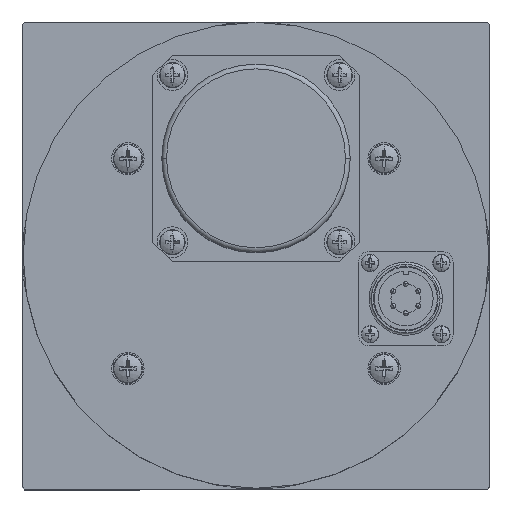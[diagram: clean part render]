
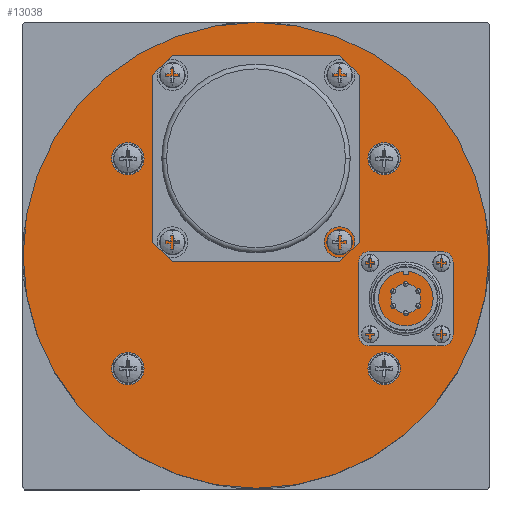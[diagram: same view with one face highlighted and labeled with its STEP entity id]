
A CAD part, top view. The second image highlights one B-rep face of the part: STEP entity #13038.
In plain terms, the highlighted planar face has unit normal (0, 0, 1).
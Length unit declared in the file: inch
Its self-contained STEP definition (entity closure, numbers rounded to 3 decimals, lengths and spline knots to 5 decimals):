
#36 = CARTESIAN_POINT ( 'NONE',  ( -1.83, 1.225, 8.5 ) ) ;
#109 = ORIENTED_EDGE ( 'NONE', *, *, #5615, .T. ) ;
#576 = EDGE_LOOP ( 'NONE', ( #109, #1874 ) ) ;
#707 = CARTESIAN_POINT ( 'NONE',  ( 0., 0., 8.5 ) ) ;
#739 = DIRECTION ( 'NONE',  ( 0., 0., 1. ) ) ;
#1588 = CARTESIAN_POINT ( 'NONE',  ( -1.83, -1.437, 8.5 ) ) ;
#1604 = VERTEX_POINT ( 'NONE', #17570 ) ;
#1655 = CARTESIAN_POINT ( 'NONE',  ( 1.625, -1.437, 8.5 ) ) ;
#1778 = ORIENTED_EDGE ( 'NONE', *, *, #20256, .F. ) ;
#1874 = ORIENTED_EDGE ( 'NONE', *, *, #13814, .T. ) ;
#1926 = EDGE_CURVE ( 'NONE', #27582, #20778, #27062, .T. ) ;
#2197 = DIRECTION ( 'NONE',  ( 0., 0., 1. ) ) ;
#3092 = DIRECTION ( 'NONE',  ( 1., 0., 0. ) ) ;
#3221 = FACE_BOUND ( 'NONE', #14770, .T. ) ;
#3499 = DIRECTION ( 'NONE',  ( 0., 0., 1. ) ) ;
#3689 = AXIS2_PLACEMENT_3D ( 'NONE', #707, #6220, #23161 ) ;
#4219 = CIRCLE ( 'NONE', #8527, 0.205 ) ;
#4253 = DIRECTION ( 'NONE',  ( 0., 0., 1. ) ) ;
#4475 = CARTESIAN_POINT ( 'NONE',  ( 0., 0., 8.5 ) ) ;
#4578 = FACE_BOUND ( 'NONE', #16946, .T. ) ;
#4647 = VERTEX_POINT ( 'NONE', #36 ) ;
#4705 = VERTEX_POINT ( 'NONE', #19831 ) ;
#5229 = CARTESIAN_POINT ( 'NONE',  ( 1.625, 1.225, 8.5 ) ) ;
#5322 = EDGE_CURVE ( 'NONE', #23820, #11618, #19972, .T. ) ;
#5359 = CIRCLE ( 'NONE', #27229, 0.1875 ) ;
#5453 = DIRECTION ( 'NONE',  ( 0., 0., 1. ) ) ;
#5615 = EDGE_CURVE ( 'NONE', #9161, #1604, #10558, .T. ) ;
#5677 = CIRCLE ( 'NONE', #18038, 0.205 ) ;
#5799 = EDGE_CURVE ( 'NONE', #4705, #17815, #10219, .T. ) ;
#6004 = PLANE ( 'NONE',  #27450 ) ;
#6220 = DIRECTION ( 'NONE',  ( 0., 0., 1. ) ) ;
#6375 = AXIS2_PLACEMENT_3D ( 'NONE', #14555, #3499, #20779 ) ;
#6536 = AXIS2_PLACEMENT_3D ( 'NONE', #13026, #15184, #12669 ) ;
#6679 = EDGE_CURVE ( 'NONE', #18164, #9035, #23410, .T. ) ;
#7053 = CARTESIAN_POINT ( 'NONE',  ( 0.1875, 1.225, 8.5 ) ) ;
#8214 = ORIENTED_EDGE ( 'NONE', *, *, #22921, .F. ) ;
#8527 = AXIS2_PLACEMENT_3D ( 'NONE', #24230, #4253, #17464 ) ;
#8687 = CARTESIAN_POINT ( 'NONE',  ( 1.42, -1.437, 8.5 ) ) ;
#8753 = EDGE_CURVE ( 'NONE', #21762, #4647, #4219, .T. ) ;
#8824 = DIRECTION ( 'NONE',  ( 1., 0., 0. ) ) ;
#9035 = VERTEX_POINT ( 'NONE', #7053 ) ;
#9064 = EDGE_CURVE ( 'NONE', #21744, #26916, #5677, .T. ) ;
#9161 = VERTEX_POINT ( 'NONE', #26723 ) ;
#9290 = DIRECTION ( 'NONE',  ( 0., 0., 1. ) ) ;
#9612 = AXIS2_PLACEMENT_3D ( 'NONE', #5229, #739, #13936 ) ;
#9724 = EDGE_CURVE ( 'NONE', #9035, #18164, #5359, .T. ) ;
#10219 = CIRCLE ( 'NONE', #18585, 0.205 ) ;
#10558 = CIRCLE ( 'NONE', #3689, 2.955 ) ;
#10734 = CARTESIAN_POINT ( 'NONE',  ( -1.625, -1.437, 8.5 ) ) ;
#10898 = ORIENTED_EDGE ( 'NONE', *, *, #20810, .F. ) ;
#11223 = DIRECTION ( 'NONE',  ( 1., 0., 0. ) ) ;
#11494 = DIRECTION ( 'NONE',  ( 1., 0., 0. ) ) ;
#11618 = VERTEX_POINT ( 'NONE', #26711 ) ;
#11900 = DIRECTION ( 'NONE',  ( 0., 0., 1. ) ) ;
#12644 = ORIENTED_EDGE ( 'NONE', *, *, #9064, .F. ) ;
#12669 = DIRECTION ( 'NONE',  ( 1., 0., 0. ) ) ;
#12933 = CARTESIAN_POINT ( 'NONE',  ( 1.7125, -0.55, 8.5 ) ) ;
#12945 = ORIENTED_EDGE ( 'NONE', *, *, #5799, .F. ) ;
#13026 = CARTESIAN_POINT ( 'NONE',  ( 1.9, -0.55, 8.5 ) ) ;
#13038 = ADVANCED_FACE ( 'NONE', ( #27903, #4578, #27169, #17106, #18860, #3221, #21261 ), #6004, .T. ) ;
#13233 = CARTESIAN_POINT ( 'NONE',  ( -1.625, 1.225, 8.5 ) ) ;
#13293 = EDGE_LOOP ( 'NONE', ( #12945, #8214 ) ) ;
#13539 = CIRCLE ( 'NONE', #18337, 2.955 ) ;
#13621 = EDGE_LOOP ( 'NONE', ( #15466, #1778 ) ) ;
#13637 = CARTESIAN_POINT ( 'NONE',  ( -1.625, -1.437, 8.5 ) ) ;
#13814 = EDGE_CURVE ( 'NONE', #1604, #9161, #13539, .T. ) ;
#13936 = DIRECTION ( 'NONE',  ( 1., 0., 0. ) ) ;
#14016 = EDGE_LOOP ( 'NONE', ( #25201, #24497 ) ) ;
#14435 = CARTESIAN_POINT ( 'NONE',  ( -1.42, -1.437, 8.5 ) ) ;
#14555 = CARTESIAN_POINT ( 'NONE',  ( 1.9, -0.55, 8.5 ) ) ;
#14770 = EDGE_LOOP ( 'NONE', ( #26964, #10898 ) ) ;
#15017 = DIRECTION ( 'NONE',  ( 0., 0., 1. ) ) ;
#15184 = DIRECTION ( 'NONE',  ( 0., 0., 1. ) ) ;
#15199 = DIRECTION ( 'NONE',  ( 1., 0., 0. ) ) ;
#15301 = DIRECTION ( 'NONE',  ( 0., 0., 1. ) ) ;
#15466 = ORIENTED_EDGE ( 'NONE', *, *, #5322, .F. ) ;
#16301 = CIRCLE ( 'NONE', #26156, 0.205 ) ;
#16914 = DIRECTION ( 'NONE',  ( 1., 0., 0. ) ) ;
#16946 = EDGE_LOOP ( 'NONE', ( #17058, #25078 ) ) ;
#17058 = ORIENTED_EDGE ( 'NONE', *, *, #8753, .F. ) ;
#17106 = FACE_BOUND ( 'NONE', #13293, .T. ) ;
#17123 = DIRECTION ( 'NONE',  ( 1., 0., 0. ) ) ;
#17464 = DIRECTION ( 'NONE',  ( 1., 0., 0. ) ) ;
#17570 = CARTESIAN_POINT ( 'NONE',  ( 2.955, 0., 8.5 ) ) ;
#17815 = VERTEX_POINT ( 'NONE', #8687 ) ;
#18038 = AXIS2_PLACEMENT_3D ( 'NONE', #13637, #9290, #11494 ) ;
#18164 = VERTEX_POINT ( 'NONE', #25529 ) ;
#18337 = AXIS2_PLACEMENT_3D ( 'NONE', #4475, #28841, #8824 ) ;
#18585 = AXIS2_PLACEMENT_3D ( 'NONE', #20670, #11900, #3092 ) ;
#18860 = FACE_BOUND ( 'NONE', #14016, .T. ) ;
#19126 = DIRECTION ( 'NONE',  ( 1., 0., 0. ) ) ;
#19265 = DIRECTION ( 'NONE',  ( 0., 0., 1. ) ) ;
#19831 = CARTESIAN_POINT ( 'NONE',  ( 1.83, -1.437, 8.5 ) ) ;
#19972 = CIRCLE ( 'NONE', #9612, 0.205 ) ;
#19997 = DIRECTION ( 'NONE',  ( 0., 0., 1. ) ) ;
#20256 = EDGE_CURVE ( 'NONE', #11618, #23820, #24986, .T. ) ;
#20670 = CARTESIAN_POINT ( 'NONE',  ( 1.625, -1.437, 8.5 ) ) ;
#20778 = VERTEX_POINT ( 'NONE', #12933 ) ;
#20779 = DIRECTION ( 'NONE',  ( 1., 0., 0. ) ) ;
#20810 = EDGE_CURVE ( 'NONE', #20778, #27582, #27061, .T. ) ;
#21091 = CARTESIAN_POINT ( 'NONE',  ( 0., 1.225, 8.5 ) ) ;
#21164 = CIRCLE ( 'NONE', #24257, 0.205 ) ;
#21261 = FACE_OUTER_BOUND ( 'NONE', #576, .T. ) ;
#21726 = DIRECTION ( 'NONE',  ( 0., 0., 1. ) ) ;
#21744 = VERTEX_POINT ( 'NONE', #14435 ) ;
#21762 = VERTEX_POINT ( 'NONE', #25212 ) ;
#21859 = CARTESIAN_POINT ( 'NONE',  ( 2.0875, -0.55, 8.5 ) ) ;
#22282 = EDGE_LOOP ( 'NONE', ( #12644, #25091 ) ) ;
#22801 = CARTESIAN_POINT ( 'NONE',  ( 1.83, 1.225, 8.5 ) ) ;
#22921 = EDGE_CURVE ( 'NONE', #17815, #4705, #24671, .T. ) ;
#23161 = DIRECTION ( 'NONE',  ( 1., 0., 0. ) ) ;
#23410 = CIRCLE ( 'NONE', #23929, 0.1875 ) ;
#23820 = VERTEX_POINT ( 'NONE', #22801 ) ;
#23854 = CARTESIAN_POINT ( 'NONE',  ( 0., 0., 8.5 ) ) ;
#23929 = AXIS2_PLACEMENT_3D ( 'NONE', #28836, #19997, #11223 ) ;
#23956 = DIRECTION ( 'NONE',  ( 1., 0., 0. ) ) ;
#24230 = CARTESIAN_POINT ( 'NONE',  ( -1.625, 1.225, 8.5 ) ) ;
#24238 = DIRECTION ( 'NONE',  ( 1., 0., 0. ) ) ;
#24257 = AXIS2_PLACEMENT_3D ( 'NONE', #10734, #21726, #23956 ) ;
#24426 = CARTESIAN_POINT ( 'NONE',  ( 1.625, 1.225, 8.5 ) ) ;
#24497 = ORIENTED_EDGE ( 'NONE', *, *, #6679, .F. ) ;
#24671 = CIRCLE ( 'NONE', #25600, 0.205 ) ;
#24964 = AXIS2_PLACEMENT_3D ( 'NONE', #24426, #15301, #24238 ) ;
#24986 = CIRCLE ( 'NONE', #24964, 0.205 ) ;
#25078 = ORIENTED_EDGE ( 'NONE', *, *, #25428, .F. ) ;
#25091 = ORIENTED_EDGE ( 'NONE', *, *, #25904, .F. ) ;
#25201 = ORIENTED_EDGE ( 'NONE', *, *, #9724, .F. ) ;
#25212 = CARTESIAN_POINT ( 'NONE',  ( -1.42, 1.225, 8.5 ) ) ;
#25428 = EDGE_CURVE ( 'NONE', #4647, #21762, #16301, .T. ) ;
#25529 = CARTESIAN_POINT ( 'NONE',  ( -0.1875, 1.225, 8.5 ) ) ;
#25600 = AXIS2_PLACEMENT_3D ( 'NONE', #1655, #19265, #17123 ) ;
#25904 = EDGE_CURVE ( 'NONE', #26916, #21744, #21164, .T. ) ;
#26156 = AXIS2_PLACEMENT_3D ( 'NONE', #13233, #2197, #19126 ) ;
#26711 = CARTESIAN_POINT ( 'NONE',  ( 1.42, 1.225, 8.5 ) ) ;
#26723 = CARTESIAN_POINT ( 'NONE',  ( -2.955, 0., 8.5 ) ) ;
#26916 = VERTEX_POINT ( 'NONE', #1588 ) ;
#26964 = ORIENTED_EDGE ( 'NONE', *, *, #1926, .F. ) ;
#27061 = CIRCLE ( 'NONE', #6536, 0.1875 ) ;
#27062 = CIRCLE ( 'NONE', #6375, 0.1875 ) ;
#27169 = FACE_BOUND ( 'NONE', #13621, .T. ) ;
#27229 = AXIS2_PLACEMENT_3D ( 'NONE', #21091, #5453, #16914 ) ;
#27450 = AXIS2_PLACEMENT_3D ( 'NONE', #23854, #15017, #15199 ) ;
#27582 = VERTEX_POINT ( 'NONE', #21859 ) ;
#27903 = FACE_BOUND ( 'NONE', #22282, .T. ) ;
#28836 = CARTESIAN_POINT ( 'NONE',  ( 0., 1.225, 8.5 ) ) ;
#28841 = DIRECTION ( 'NONE',  ( 0., 0., 1. ) ) ;
